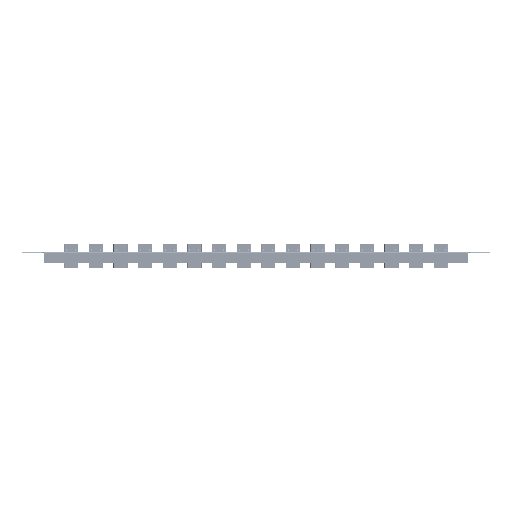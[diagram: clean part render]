
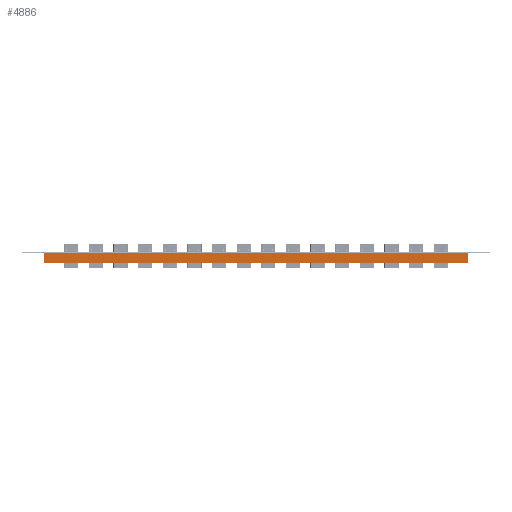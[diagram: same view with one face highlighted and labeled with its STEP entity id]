
A CAD part, front view. The second image highlights one B-rep face of the part: STEP entity #4886.
In plain terms, the highlighted planar face has unit normal (0, -1, 0).
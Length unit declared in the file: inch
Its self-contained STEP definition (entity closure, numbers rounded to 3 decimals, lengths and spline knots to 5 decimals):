
#54 = DIRECTION ( 'NONE',  ( -1., 0., 0. ) ) ;
#1086 = FACE_OUTER_BOUND ( 'NONE', #6800, .T. ) ;
#2740 = LINE ( 'NONE', #15568, #24604 ) ;
#2883 = ORIENTED_EDGE ( 'NONE', *, *, #22099, .T. ) ;
#3858 = VERTEX_POINT ( 'NONE', #17263 ) ;
#4886 = ADVANCED_FACE ( 'NONE', ( #1086 ), #5367, .T. ) ;
#4889 = VERTEX_POINT ( 'NONE', #20874 ) ;
#5367 = PLANE ( 'NONE',  #25340 ) ;
#6800 = EDGE_LOOP ( 'NONE', ( #2883, #13986, #24115, #15455 ) ) ;
#6995 = VERTEX_POINT ( 'NONE', #20855 ) ;
#8256 = VECTOR ( 'NONE', #18606, 39.37008 ) ;
#8627 = DIRECTION ( 'NONE',  ( 0., 0., 1. ) ) ;
#9922 = CARTESIAN_POINT ( 'NONE',  ( 0.89206, -7.925, 0. ) ) ;
#10483 = LINE ( 'NONE', #13184, #11861 ) ;
#10669 = CARTESIAN_POINT ( 'NONE',  ( 18.1, -7.925, 0. ) ) ;
#11223 = LINE ( 'NONE', #17204, #26947 ) ;
#11861 = VECTOR ( 'NONE', #8627, 39.37008 ) ;
#12349 = DIRECTION ( 'NONE',  ( 0., -1., 0. ) ) ;
#12698 = EDGE_CURVE ( 'NONE', #6995, #4889, #11223, .T. ) ;
#13184 = CARTESIAN_POINT ( 'NONE',  ( 18.1, -7.925, -0.41339 ) ) ;
#13986 = ORIENTED_EDGE ( 'NONE', *, *, #23597, .T. ) ;
#15455 = ORIENTED_EDGE ( 'NONE', *, *, #25121, .F. ) ;
#15568 = CARTESIAN_POINT ( 'NONE',  ( 18.1, -7.925, -0.41339 ) ) ;
#17204 = CARTESIAN_POINT ( 'NONE',  ( 0.9, -7.925, -0.41339 ) ) ;
#17263 = CARTESIAN_POINT ( 'NONE',  ( 18.1, -7.925, -0.41339 ) ) ;
#17753 = DIRECTION ( 'NONE',  ( 0., 0., 1. ) ) ;
#18606 = DIRECTION ( 'NONE',  ( -1., 0., 0. ) ) ;
#20855 = CARTESIAN_POINT ( 'NONE',  ( 0.9, -7.925, -0.41339 ) ) ;
#20874 = CARTESIAN_POINT ( 'NONE',  ( 0.9, -7.925, 0. ) ) ;
#22099 = EDGE_CURVE ( 'NONE', #3858, #25717, #10483, .T. ) ;
#22865 = LINE ( 'NONE', #9922, #8256 ) ;
#22871 = DIRECTION ( 'NONE',  ( 0., 0., -1. ) ) ;
#23597 = EDGE_CURVE ( 'NONE', #25717, #4889, #22865, .T. ) ;
#24115 = ORIENTED_EDGE ( 'NONE', *, *, #12698, .F. ) ;
#24604 = VECTOR ( 'NONE', #54, 39.37008 ) ;
#25121 = EDGE_CURVE ( 'NONE', #3858, #6995, #2740, .T. ) ;
#25340 = AXIS2_PLACEMENT_3D ( 'NONE', #27014, #12349, #22871 ) ;
#25717 = VERTEX_POINT ( 'NONE', #10669 ) ;
#26947 = VECTOR ( 'NONE', #17753, 39.37008 ) ;
#27014 = CARTESIAN_POINT ( 'NONE',  ( 19., -7.925, 0.05906 ) ) ;
